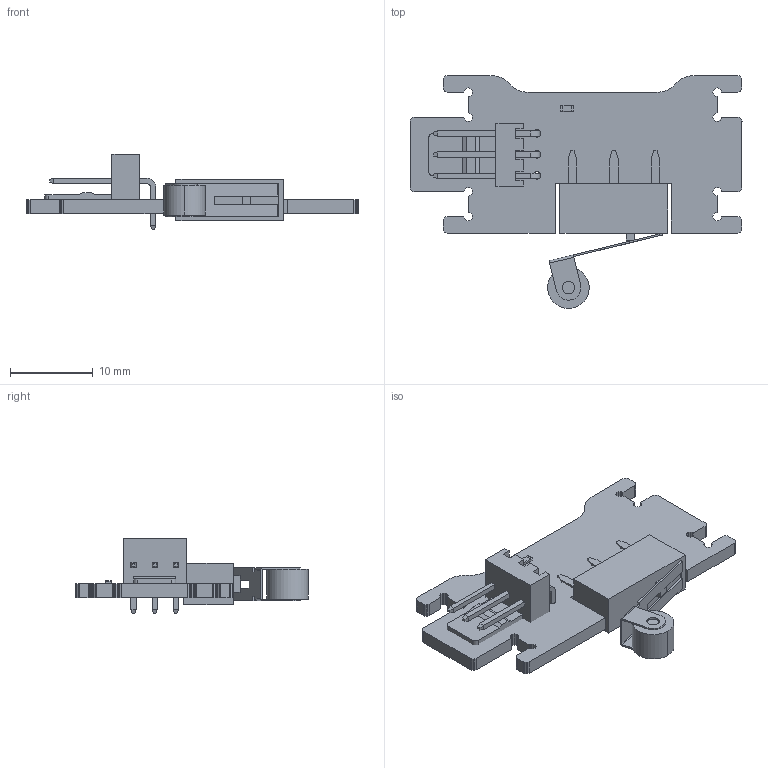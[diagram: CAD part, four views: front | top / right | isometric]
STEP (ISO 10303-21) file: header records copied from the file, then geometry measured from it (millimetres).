
FILE_DESCRIPTION(('Open CASCADE Model'),'2;1');
FILE_NAME('Open CASCADE Shape Model','2015-11-20T10:27:27',('Author'),( 'Open CASCADE'),'Open CASCADE STEP processor 6.2','Open CASCADE 6.2' ,'Unknown');
FILE_SCHEMA(('AUTOMOTIVE_DESIGN { 1 0 10303 214 1 1 1 1 }'));
Length unit declared in the file: millimetre
Products named in the file (7): PCB; Board; R1; 394305456; Free-Models; 2510-3P-W; 癹弇羲壽TIAIHUA
Assembly tree (6 placements, depth 3):
  PCB
    Board
    R1
      394305456
    Free-Models
      2510-3P-W
      癹弇羲壽TIAIHUA
Bounding box: 40.01 x 28.07 x 9.08 mm (x, y, z)
Volume: 1605 mm3; surface area: 2424.3 mm2
Topology: 5 solids, 5 shells, 452 faces, 1237 edges, 796 vertices
Faces by surface type: plane 397, cylinder 47, sphere 8
Full cylindrical faces by diameter (mm): 0.9 x3
Entity records: 31880 total; most frequent: CARTESIAN_POINT 5939, DIRECTION 4470, LINE 3335, VECTOR 3335, ORIENTED_EDGE 2458, PCURVE 2458, DEFINITIONAL_REPRESENTATION 2458, EDGE_CURVE 1229
